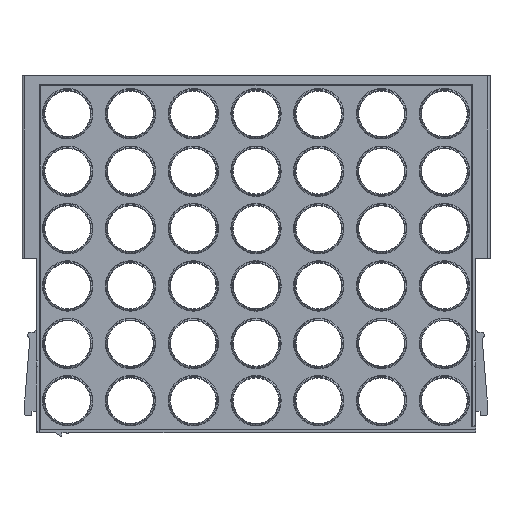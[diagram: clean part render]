
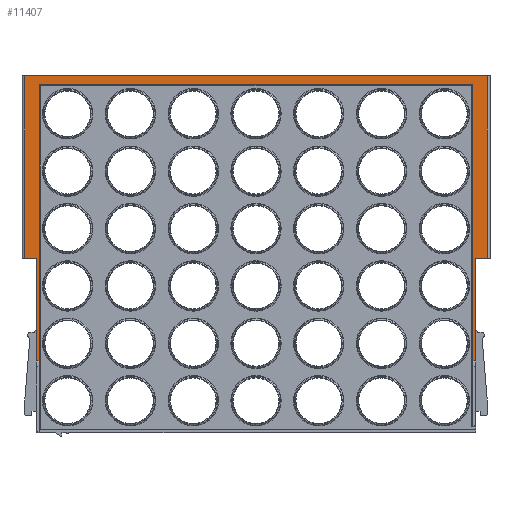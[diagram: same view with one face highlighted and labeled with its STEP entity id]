
A CAD part, top view. The second image highlights one B-rep face of the part: STEP entity #11407.
In plain terms, the highlighted planar face has unit normal (0, 0, 1).
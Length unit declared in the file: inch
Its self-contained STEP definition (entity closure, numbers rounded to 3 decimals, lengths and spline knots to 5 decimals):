
#10 = DIRECTION ( 'NONE',  ( 0., 1., 0. ) ) ;
#98 = CARTESIAN_POINT ( 'NONE',  ( -5.125, -0.09375, 0.34375 ) ) ;
#104 = CARTESIAN_POINT ( 'NONE',  ( 5.0625, 3.90625, 0.34375 ) ) ;
#115 = DIRECTION ( 'NONE',  ( 1., 0., 0. ) ) ;
#406 = VERTEX_POINT ( 'NONE', #11941 ) ;
#1040 = VECTOR ( 'NONE', #10, 39.37008 ) ;
#1366 = VERTEX_POINT ( 'NONE', #104 ) ;
#1601 = CARTESIAN_POINT ( 'NONE',  ( -5.0625, 0., 0.34375 ) ) ;
#1767 = EDGE_CURVE ( 'NONE', #1366, #4332, #12535, .T. ) ;
#2108 = AXIS2_PLACEMENT_3D ( 'NONE', #7014, #3398, #3452 ) ;
#2231 = LINE ( 'NONE', #14359, #14524 ) ;
#2254 = DIRECTION ( 'NONE',  ( 0., -1., 0. ) ) ;
#2273 = VERTEX_POINT ( 'NONE', #12429 ) ;
#2512 = AXIS2_PLACEMENT_3D ( 'NONE', #13942, #7968, #10289 ) ;
#2535 = ORIENTED_EDGE ( 'NONE', *, *, #6472, .T. ) ;
#2665 = EDGE_CURVE ( 'NONE', #7472, #7682, #2231, .T. ) ;
#2674 = VECTOR ( 'NONE', #11213, 39.37008 ) ;
#3398 = DIRECTION ( 'NONE',  ( 0., 0., -1. ) ) ;
#3452 = DIRECTION ( 'NONE',  ( -1., 0., 0. ) ) ;
#3543 = ORIENTED_EDGE ( 'NONE', *, *, #9162, .F. ) ;
#3815 = DIRECTION ( 'NONE',  ( 0., -1., 0. ) ) ;
#3892 = VECTOR ( 'NONE', #11371, 39.37008 ) ;
#4027 = LINE ( 'NONE', #9428, #1040 ) ;
#4081 = VERTEX_POINT ( 'NONE', #6294 ) ;
#4128 = CARTESIAN_POINT ( 'NONE',  ( 4.8125, -0.09375, 0.34375 ) ) ;
#4332 = VERTEX_POINT ( 'NONE', #9269 ) ;
#4348 = VECTOR ( 'NONE', #11827, 39.37008 ) ;
#4432 = LINE ( 'NONE', #9405, #5155 ) ;
#4512 = EDGE_CURVE ( 'NONE', #7472, #12987, #4027, .T. ) ;
#4632 = FACE_OUTER_BOUND ( 'NONE', #9818, .T. ) ;
#4864 = CARTESIAN_POINT ( 'NONE',  ( 2.86792, -2.33308, 0.34375 ) ) ;
#4977 = LINE ( 'NONE', #98, #6474 ) ;
#5155 = VECTOR ( 'NONE', #2254, 39.37008 ) ;
#5261 = CARTESIAN_POINT ( 'NONE',  ( -4.75, 3.71875, 0.34375 ) ) ;
#5310 = CARTESIAN_POINT ( 'NONE',  ( 4.75, -2.33308, 0.34375 ) ) ;
#5599 = VERTEX_POINT ( 'NONE', #4128 ) ;
#5930 = CARTESIAN_POINT ( 'NONE',  ( -4.8125, -2.33308, 0.34375 ) ) ;
#6049 = CARTESIAN_POINT ( 'NONE',  ( -5.0625, -0.09375, 0.34375 ) ) ;
#6118 = DIRECTION ( 'NONE',  ( -1., 0., 0. ) ) ;
#6274 = ORIENTED_EDGE ( 'NONE', *, *, #1767, .T. ) ;
#6294 = CARTESIAN_POINT ( 'NONE',  ( 4.719, 3.71875, 0.34375 ) ) ;
#6472 = EDGE_CURVE ( 'NONE', #2273, #10209, #6972, .T. ) ;
#6474 = VECTOR ( 'NONE', #6118, 39.37008 ) ;
#6842 = CARTESIAN_POINT ( 'NONE',  ( 4.75, 3.71875, 0.34375 ) ) ;
#6900 = CARTESIAN_POINT ( 'NONE',  ( -5.125, 3.90625, 0.34375 ) ) ;
#6905 = VERTEX_POINT ( 'NONE', #15051 ) ;
#6972 = CIRCLE ( 'NONE', #2108, 0.031 ) ;
#6996 = CARTESIAN_POINT ( 'NONE',  ( 5.125, -0.09375, 0.34375 ) ) ;
#7005 = EDGE_CURVE ( 'NONE', #6905, #5599, #8273, .T. ) ;
#7014 = CARTESIAN_POINT ( 'NONE',  ( -4.719, 3.68775, 0.34375 ) ) ;
#7210 = CARTESIAN_POINT ( 'NONE',  ( -4.719, 3.71875, 0.34375 ) ) ;
#7286 = CARTESIAN_POINT ( 'NONE',  ( 4.8125, -3.90625, 0.34375 ) ) ;
#7448 = EDGE_CURVE ( 'NONE', #9797, #9665, #13832, .T. ) ;
#7462 = ORIENTED_EDGE ( 'NONE', *, *, #7005, .F. ) ;
#7472 = VERTEX_POINT ( 'NONE', #5930 ) ;
#7682 = VERTEX_POINT ( 'NONE', #14737 ) ;
#7742 = LINE ( 'NONE', #1601, #2674 ) ;
#7968 = DIRECTION ( 'NONE',  ( 0., 0., -1. ) ) ;
#8218 = LINE ( 'NONE', #5261, #3892 ) ;
#8268 = DIRECTION ( 'NONE',  ( 0., 1., 0. ) ) ;
#8273 = LINE ( 'NONE', #6996, #4348 ) ;
#8349 = EDGE_CURVE ( 'NONE', #4081, #406, #11097, .T. ) ;
#8551 = LINE ( 'NONE', #11854, #13378 ) ;
#8948 = VECTOR ( 'NONE', #15280, 39.37008 ) ;
#8952 = ORIENTED_EDGE ( 'NONE', *, *, #13551, .T. ) ;
#9148 = ORIENTED_EDGE ( 'NONE', *, *, #7448, .T. ) ;
#9162 = EDGE_CURVE ( 'NONE', #5599, #9665, #15344, .T. ) ;
#9260 = PLANE ( 'NONE',  #2512 ) ;
#9269 = CARTESIAN_POINT ( 'NONE',  ( -5.0625, 3.90625, 0.34375 ) ) ;
#9405 = CARTESIAN_POINT ( 'NONE',  ( -4.75, 3.71875, 0.34375 ) ) ;
#9428 = CARTESIAN_POINT ( 'NONE',  ( -4.8125, -3.90625, 0.34375 ) ) ;
#9665 = VERTEX_POINT ( 'NONE', #9847 ) ;
#9797 = VERTEX_POINT ( 'NONE', #5310 ) ;
#9812 = AXIS2_PLACEMENT_3D ( 'NONE', #10617, #11830, #10473 ) ;
#9818 = EDGE_LOOP ( 'NONE', ( #11828, #9148, #3543, #7462, #14650, #6274, #8952, #13313, #10777, #13111, #14397, #2535, #14161, #15227 ) ) ;
#9847 = CARTESIAN_POINT ( 'NONE',  ( 4.8125, -2.33308, 0.34375 ) ) ;
#9932 = VECTOR ( 'NONE', #14079, 39.37008 ) ;
#10026 = CARTESIAN_POINT ( 'NONE',  ( -4.8125, -0.09375, 0.34375 ) ) ;
#10203 = VERTEX_POINT ( 'NONE', #6049 ) ;
#10209 = VERTEX_POINT ( 'NONE', #7210 ) ;
#10289 = DIRECTION ( 'NONE',  ( -1., 0., 0. ) ) ;
#10473 = DIRECTION ( 'NONE',  ( -1., 0., 0. ) ) ;
#10617 = CARTESIAN_POINT ( 'NONE',  ( 4.719, 3.68775, 0.34375 ) ) ;
#10777 = ORIENTED_EDGE ( 'NONE', *, *, #4512, .F. ) ;
#10791 = EDGE_CURVE ( 'NONE', #4081, #10209, #8218, .T. ) ;
#10954 = EDGE_CURVE ( 'NONE', #9797, #406, #15467, .T. ) ;
#11097 = CIRCLE ( 'NONE', #9812, 0.031 ) ;
#11213 = DIRECTION ( 'NONE',  ( 0., -1., 0. ) ) ;
#11371 = DIRECTION ( 'NONE',  ( -1., 0., 0. ) ) ;
#11407 = ADVANCED_FACE ( 'NONE', ( #4632 ), #9260, .F. ) ;
#11471 = EDGE_CURVE ( 'NONE', #6905, #1366, #8551, .T. ) ;
#11697 = EDGE_CURVE ( 'NONE', #12987, #10203, #4977, .T. ) ;
#11827 = DIRECTION ( 'NONE',  ( -1., 0., 0. ) ) ;
#11828 = ORIENTED_EDGE ( 'NONE', *, *, #10954, .F. ) ;
#11830 = DIRECTION ( 'NONE',  ( 0., 0., -1. ) ) ;
#11854 = CARTESIAN_POINT ( 'NONE',  ( 5.0625, 0., 0.34375 ) ) ;
#11941 = CARTESIAN_POINT ( 'NONE',  ( 4.75, 3.68775, 0.34375 ) ) ;
#12053 = EDGE_CURVE ( 'NONE', #2273, #7682, #4432, .T. ) ;
#12429 = CARTESIAN_POINT ( 'NONE',  ( -4.75, 3.68775, 0.34375 ) ) ;
#12535 = LINE ( 'NONE', #6900, #9932 ) ;
#12987 = VERTEX_POINT ( 'NONE', #10026 ) ;
#13111 = ORIENTED_EDGE ( 'NONE', *, *, #2665, .T. ) ;
#13313 = ORIENTED_EDGE ( 'NONE', *, *, #11697, .F. ) ;
#13378 = VECTOR ( 'NONE', #8268, 39.37008 ) ;
#13551 = EDGE_CURVE ( 'NONE', #4332, #10203, #7742, .T. ) ;
#13832 = LINE ( 'NONE', #4864, #14929 ) ;
#13942 = CARTESIAN_POINT ( 'NONE',  ( 0., 0., 0.34375 ) ) ;
#14079 = DIRECTION ( 'NONE',  ( -1., 0., 0. ) ) ;
#14161 = ORIENTED_EDGE ( 'NONE', *, *, #10791, .F. ) ;
#14359 = CARTESIAN_POINT ( 'NONE',  ( -2.75012, -2.33308, 0.34375 ) ) ;
#14397 = ORIENTED_EDGE ( 'NONE', *, *, #12053, .F. ) ;
#14401 = DIRECTION ( 'NONE',  ( 1., 0., 0. ) ) ;
#14524 = VECTOR ( 'NONE', #115, 39.37008 ) ;
#14650 = ORIENTED_EDGE ( 'NONE', *, *, #11471, .T. ) ;
#14737 = CARTESIAN_POINT ( 'NONE',  ( -4.75, -2.33308, 0.34375 ) ) ;
#14929 = VECTOR ( 'NONE', #14401, 39.37008 ) ;
#14945 = VECTOR ( 'NONE', #3815, 39.37008 ) ;
#15051 = CARTESIAN_POINT ( 'NONE',  ( 5.0625, -0.09375, 0.34375 ) ) ;
#15227 = ORIENTED_EDGE ( 'NONE', *, *, #8349, .T. ) ;
#15280 = DIRECTION ( 'NONE',  ( 0., 1., 0. ) ) ;
#15344 = LINE ( 'NONE', #7286, #14945 ) ;
#15467 = LINE ( 'NONE', #6842, #8948 ) ;
